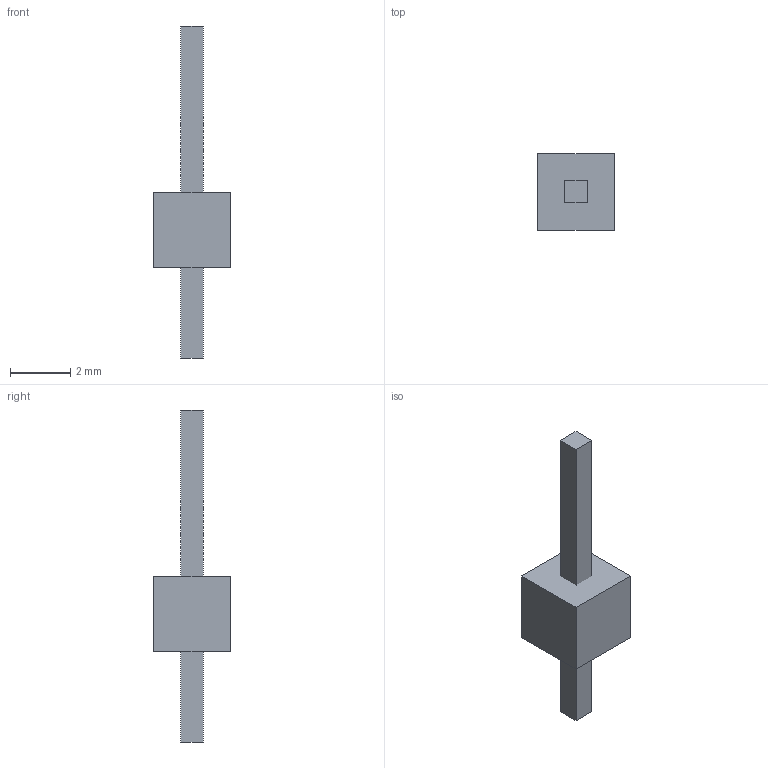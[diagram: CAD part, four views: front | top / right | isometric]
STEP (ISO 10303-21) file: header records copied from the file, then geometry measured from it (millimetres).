
FILE_DESCRIPTION(('Open CASCADE Model'),'2;1');
FILE_NAME('Open CASCADE Shape Model','2023-10-21T12:34:40',('Author'),('Open CASCADE'),'Open CASCADE STEP processor 7.7','Open CASCADE 7.7','Unknown');
FILE_SCHEMA(('AUTOMOTIVE_DESIGN { 1 0 10303 214 1 1 1 1 }'));
Length unit declared in the file: millimetre
Products named in the file (5): Pin Header 2.54mm 1x01 â1.1mm; insulator-1; insulator-1_part; lead-1; lead-1_part
Assembly tree (4 placements, depth 3):
  Pin Header 2.54mm 1x01 â1.1mm
    insulator-1
      insulator-1_part
    lead-1
      lead-1_part
Bounding box: 2.54 x 2.54 x 11 mm (x, y, z)
Volume: 22.2 mm3; surface area: 72.1 mm2
Topology: 2 solids, 2 shells, 12 faces, 24 edges, 16 vertices
Faces by surface type: plane 12
Entity records: 263 total; most frequent: ORIENTED_EDGE 36, EDGE_CURVE 24, LINE 24, CARTESIAN_POINT 17, VERTEX_POINT 16, AXIS2_PLACEMENT_3D 13, ADVANCED_FACE 12, FACE_BOUND 12
